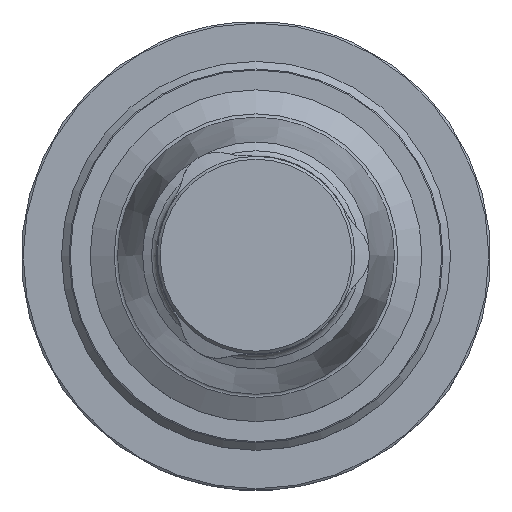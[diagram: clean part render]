
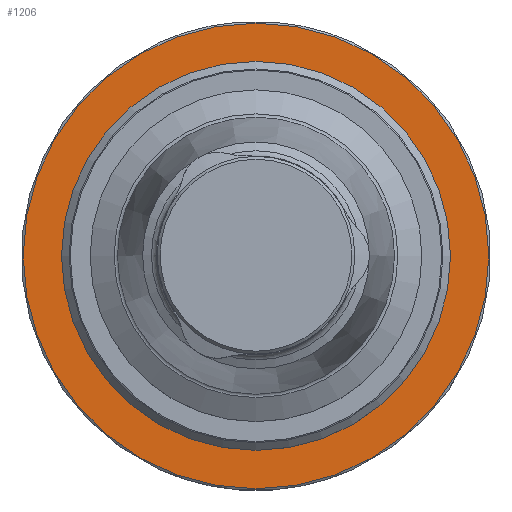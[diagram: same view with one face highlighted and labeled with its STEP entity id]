
A CAD part, top view. The second image highlights one B-rep face of the part: STEP entity #1206.
In plain terms, the highlighted planar face has unit normal (0, 0, 1).
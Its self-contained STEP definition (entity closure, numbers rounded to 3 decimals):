
#222=PLANE('',#1336);
#340=ORIENTED_EDGE('',*,*,#614,.T.);
#341=ORIENTED_EDGE('',*,*,#615,.F.);
#614=EDGE_CURVE('',#765,#765,#873,.T.);
#615=EDGE_CURVE('',#766,#766,#874,.T.);
#765=VERTEX_POINT('',#1946);
#766=VERTEX_POINT('',#1949);
#873=CIRCLE('',#1335,33.65);
#874=CIRCLE('',#1337,40.7);
#970=EDGE_LOOP('',(#340));
#971=EDGE_LOOP('',(#341));
#1095=FACE_BOUND('',#970,.T.);
#1096=FACE_BOUND('',#971,.T.);
#1206=ADVANCED_FACE('',(#1095,#1096),#222,.F.);
#1335=AXIS2_PLACEMENT_3D('',#1945,#1575,#1576);
#1336=AXIS2_PLACEMENT_3D('',#1947,#1577,#1578);
#1337=AXIS2_PLACEMENT_3D('',#1948,#1579,#1580);
#1575=DIRECTION('',(0.,0.,-1.));
#1576=DIRECTION('',(-1.,0.,0.));
#1577=DIRECTION('',(0.,0.,-1.));
#1578=DIRECTION('',(-1.,0.,0.));
#1579=DIRECTION('',(0.,0.,-1.));
#1580=DIRECTION('',(-1.,0.,0.));
#1945=CARTESIAN_POINT('',(0.,0.,-1.));
#1946=CARTESIAN_POINT('',(-33.65,0.,-1.));
#1947=CARTESIAN_POINT('',(-33.65,0.,-1.));
#1948=CARTESIAN_POINT('',(0.,0.,-1.));
#1949=CARTESIAN_POINT('',(-40.7,0.,-1.));
